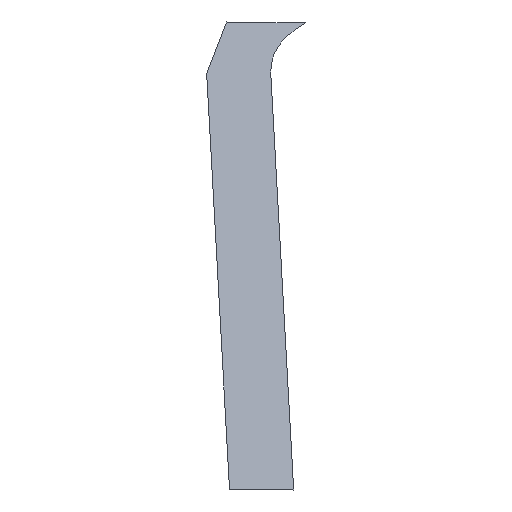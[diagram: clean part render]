
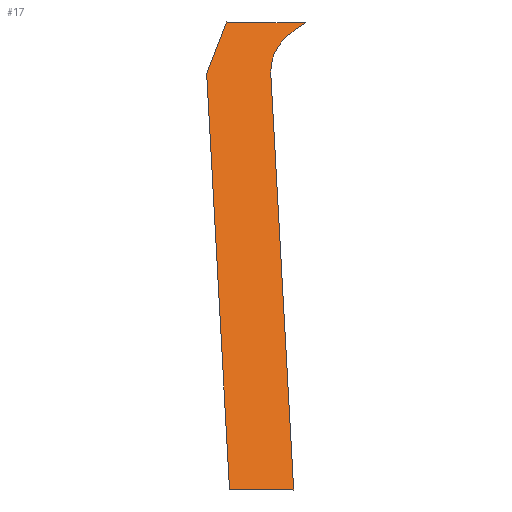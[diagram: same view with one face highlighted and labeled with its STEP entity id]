
A CAD part, left-side view. The second image highlights one B-rep face of the part: STEP entity #17.
In plain terms, the highlighted planar face has unit normal (-0.57, -0.037, 0.821).
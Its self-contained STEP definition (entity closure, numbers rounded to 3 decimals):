
#17 = ADVANCED_FACE('',(#18),#32,.T.);
#18 = FACE_BOUND('',#19,.F.);
#19 = EDGE_LOOP('',(#20,#43,#59,#75,#97,#113));
#20 = ORIENTED_EDGE('',*,*,#21,.T.);
#21 = EDGE_CURVE('',#22,#24,#26,.T.);
#22 = VERTEX_POINT('',#23);
#23 = CARTESIAN_POINT('',(-13.239,0.807,-9.15)
  );
#24 = VERTEX_POINT('',#25);
#25 = CARTESIAN_POINT('',(5.37,1.517,3.795));
#26 = SURFACE_CURVE('',#27,(#31),.PCURVE_S1.);
#27 = LINE('',#28,#29);
#28 = CARTESIAN_POINT('',(-13.239,0.807,-9.15)
  );
#29 = VECTOR('',#30,1.);
#30 = DIRECTION('',(0.821,0.031,0.571));
#31 = PCURVE('',#32,#37);
#32 = PLANE('',#33);
#33 = AXIS2_PLACEMENT_3D('',#34,#35,#36);
#34 = CARTESIAN_POINT('',(-13.239,0.807,-9.15
    ));
#35 = DIRECTION('',(-0.57,-0.037,0.821)
  );
#36 = DIRECTION('',(0.047,-0.999,
    -0.013));
#37 = DEFINITIONAL_REPRESENTATION('',(#38),#42);
#38 = LINE('',#39,#40);
#39 = CARTESIAN_POINT('',(0.,0.));
#40 = VECTOR('',#41,1.);
#41 = DIRECTION('',(0.,1.));
#42 = ( GEOMETRIC_REPRESENTATION_CONTEXT(2) 
PARAMETRIC_REPRESENTATION_CONTEXT() REPRESENTATION_CONTEXT('2D SPACE',''
  ) );
#43 = ORIENTED_EDGE('',*,*,#44,.T.);
#44 = EDGE_CURVE('',#24,#45,#47,.T.);
#45 = VERTEX_POINT('',#46);
#46 = CARTESIAN_POINT('',(7.717,0.902,5.396)
  );
#47 = SURFACE_CURVE('',#48,(#52),.PCURVE_S1.);
#48 = LINE('',#49,#50);
#49 = CARTESIAN_POINT('',(5.37,1.517,3.795));
#50 = VECTOR('',#51,1.);
#51 = DIRECTION('',(0.807,-0.212,0.551));
#52 = PCURVE('',#32,#53);
#53 = DEFINITIONAL_REPRESENTATION('',(#54),#58);
#54 = LINE('',#55,#56);
#55 = CARTESIAN_POINT('',(0.,22.679));
#56 = VECTOR('',#57,1.);
#57 = DIRECTION('',(0.242,0.97));
#58 = ( GEOMETRIC_REPRESENTATION_CONTEXT(2) 
PARAMETRIC_REPRESENTATION_CONTEXT() REPRESENTATION_CONTEXT('2D SPACE',''
  ) );
#59 = ORIENTED_EDGE('',*,*,#60,.T.);
#60 = EDGE_CURVE('',#45,#61,#63,.T.);
#61 = VERTEX_POINT('',#62);
#62 = CARTESIAN_POINT('',(7.833,-1.555,5.365)
  );
#63 = SURFACE_CURVE('',#64,(#68),.PCURVE_S1.);
#64 = LINE('',#65,#66);
#65 = CARTESIAN_POINT('',(7.717,0.902,5.396)
  );
#66 = VECTOR('',#67,1.);
#67 = DIRECTION('',(0.047,-0.999,
    -0.013));
#68 = PCURVE('',#32,#69);
#69 = DEFINITIONAL_REPRESENTATION('',(#70),#74);
#70 = LINE('',#71,#72);
#71 = CARTESIAN_POINT('',(0.704,25.5));
#72 = VECTOR('',#73,1.);
#73 = DIRECTION('',(1.,0.));
#74 = ( GEOMETRIC_REPRESENTATION_CONTEXT(2) 
PARAMETRIC_REPRESENTATION_CONTEXT() REPRESENTATION_CONTEXT('2D SPACE',''
  ) );
#75 = ORIENTED_EDGE('',*,*,#76,.T.);
#76 = EDGE_CURVE('',#61,#77,#79,.T.);
#77 = VERTEX_POINT('',#78);
#78 = CARTESIAN_POINT('',(5.464,-0.48,3.769)
  );
#79 = SURFACE_CURVE('',#80,(#87),.PCURVE_S1.);
#80 = B_SPLINE_CURVE_WITH_KNOTS('',3,(#81,#82,#83,#84,#85,#86),
  .UNSPECIFIED.,.F.,.F.,(4,1,1,4),(0.,0.333,0.667,1.),
  .UNSPECIFIED.);
#81 = CARTESIAN_POINT('',(7.833,-1.555,5.365)
  );
#82 = CARTESIAN_POINT('',(7.61,-1.3,5.222)
  );
#83 = CARTESIAN_POINT('',(7.137,-0.882,4.913)
  );
#84 = CARTESIAN_POINT('',(6.352,-0.525,4.384)
  );
#85 = CARTESIAN_POINT('',(5.769,-0.465,3.982)
  );
#86 = CARTESIAN_POINT('',(5.464,-0.48,3.769)
  );
#87 = PCURVE('',#32,#88);
#88 = DEFINITIONAL_REPRESENTATION('',(#89),#96);
#89 = B_SPLINE_CURVE_WITH_KNOTS('',3,(#90,#91,#92,#93,#94,#95),
  .UNSPECIFIED.,.F.,.F.,(4,1,1,4),(0.,0.333,0.667,1.),
  .UNSPECIFIED.);
#90 = CARTESIAN_POINT('',(3.164,25.5));
#91 = CARTESIAN_POINT('',(2.901,25.243));
#92 = CARTESIAN_POINT('',(2.465,24.692));
#93 = CARTESIAN_POINT('',(2.078,23.757));
#94 = CARTESIAN_POINT('',(1.997,23.052));
#95 = CARTESIAN_POINT('',(2.,22.679));
#96 = ( GEOMETRIC_REPRESENTATION_CONTEXT(2) 
PARAMETRIC_REPRESENTATION_CONTEXT() REPRESENTATION_CONTEXT('2D SPACE',''
  ) );
#97 = ORIENTED_EDGE('',*,*,#98,.T.);
#98 = EDGE_CURVE('',#77,#99,#101,.T.);
#99 = VERTEX_POINT('',#100);
#100 = CARTESIAN_POINT('',(-13.145,-1.191,
    -9.175));
#101 = SURFACE_CURVE('',#102,(#106),.PCURVE_S1.);
#102 = LINE('',#103,#104);
#103 = CARTESIAN_POINT('',(5.464,-0.48,3.769
    ));
#104 = VECTOR('',#105,1.);
#105 = DIRECTION('',(-0.821,-0.031,-0.571
    ));
#106 = PCURVE('',#32,#107);
#107 = DEFINITIONAL_REPRESENTATION('',(#108),#112);
#108 = LINE('',#109,#110);
#109 = CARTESIAN_POINT('',(2.,22.679));
#110 = VECTOR('',#111,1.);
#111 = DIRECTION('',(0.,-1.));
#112 = ( GEOMETRIC_REPRESENTATION_CONTEXT(2) 
PARAMETRIC_REPRESENTATION_CONTEXT() REPRESENTATION_CONTEXT('2D SPACE',''
  ) );
#113 = ORIENTED_EDGE('',*,*,#114,.T.);
#114 = EDGE_CURVE('',#99,#22,#115,.T.);
#115 = SURFACE_CURVE('',#116,(#120),.PCURVE_S1.);
#116 = LINE('',#117,#118);
#117 = CARTESIAN_POINT('',(-13.145,-1.191,
    -9.175));
#118 = VECTOR('',#119,1.);
#119 = DIRECTION('',(-0.047,0.999,
    0.013));
#120 = PCURVE('',#32,#121);
#121 = DEFINITIONAL_REPRESENTATION('',(#122),#126);
#122 = LINE('',#123,#124);
#123 = CARTESIAN_POINT('',(2.,0.));
#124 = VECTOR('',#125,1.);
#125 = DIRECTION('',(-1.,0.));
#126 = ( GEOMETRIC_REPRESENTATION_CONTEXT(2) 
PARAMETRIC_REPRESENTATION_CONTEXT() REPRESENTATION_CONTEXT('2D SPACE',''
  ) );
